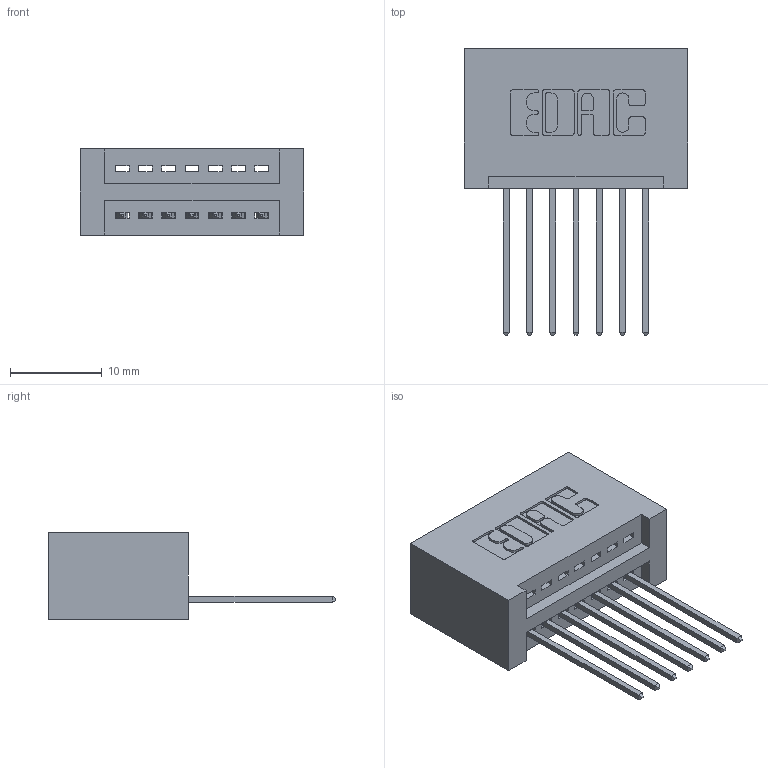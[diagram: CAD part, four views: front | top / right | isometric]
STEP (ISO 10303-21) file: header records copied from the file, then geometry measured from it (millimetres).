
FILE_DESCRIPTION (( 'STEP AP203' ), '1' );
FILE_NAME ('345-007-542-101.STEP', '2018-08-17T02:18:44', ( '' ), ( '' ), 'SwSTEP 2.0', 'SolidWorks 2016', '' );
FILE_SCHEMA (( 'CONFIG_CONTROL_DESIGN' ));
Length unit declared in the file: inch
Products named in the file (3): 345 Part_No Mounting Lugs; 345-292-001_345-293-142; 345-007-542-101
Assembly tree (8 placements, depth 2):
  345-007-542-101
    345 Part_No Mounting Lugs
    345-292-001_345-293-142  x7
Bounding box: 24.38 x 31.29 x 9.4 mm (x, y, z)
Volume: 2629.2 mm3; surface area: 3307 mm2
Topology: 8 solids, 8 shells, 524 faces, 1549 edges, 1022 vertices
Faces by surface type: plane 356, cylinder 168
Entity records: 9721 total; most frequent: CARTESIAN_POINT 1693, ORIENTED_EDGE 1634, DIRECTION 1523, EDGE_CURVE 817, VECTOR 665, LINE 665, VERTEX_POINT 542, AXIS2_PLACEMENT_3D 429
